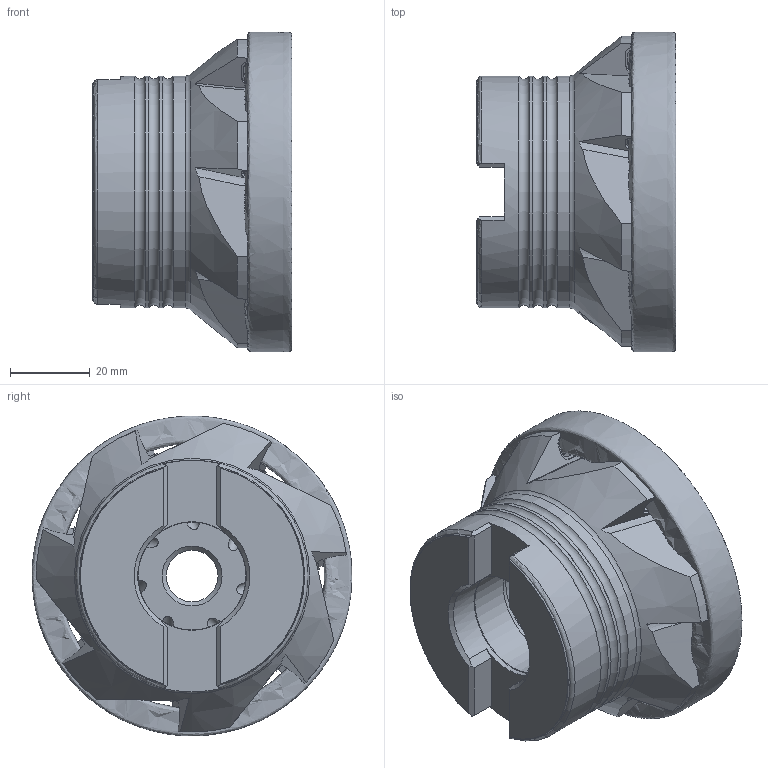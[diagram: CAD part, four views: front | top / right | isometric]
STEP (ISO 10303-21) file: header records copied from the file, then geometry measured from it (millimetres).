
FILE_DESCRIPTION (( 'STEP AP214' ), '1' );
FILE_NAME ('90PP-080-75-7.STEP', '2013-11-06T09:17:07', ( '' ), ( '' ), 'SwSTEP 2.0', 'SolidWorks 2013', '' );
FILE_SCHEMA (( 'AUTOMOTIVE_DESIGN' ));
Length unit declared in the file: millimetre
Products named in the file (1): 90PP-080-75-7
Bounding box: 49.98 x 79.99 x 80 mm (x, y, z)
Volume: 132651 mm3; surface area: 26115.4 mm2
Topology: 1 solids, 1 shells, 197 faces, 625 edges, 410 vertices
Faces by surface type: plane 93, cylinder 72, cone 16, torus 15, bspline 1
Full cylindrical faces by diameter (mm): 3 x7, 13 x1, 18.5 x1, 27 x1, 27.15 x1, 27.3 x1, 58 x4
Entity records: 10377 total; most frequent: CARTESIAN_POINT 5407, ORIENTED_EDGE 1170, DIRECTION 870, EDGE_CURVE 585, VERTEX_POINT 396, AXIS2_PLACEMENT_3D 343, EDGE_LOOP 231, FACE_OUTER_BOUND 216
